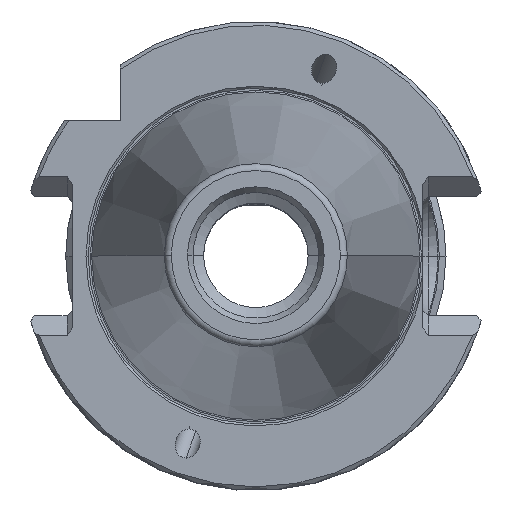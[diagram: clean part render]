
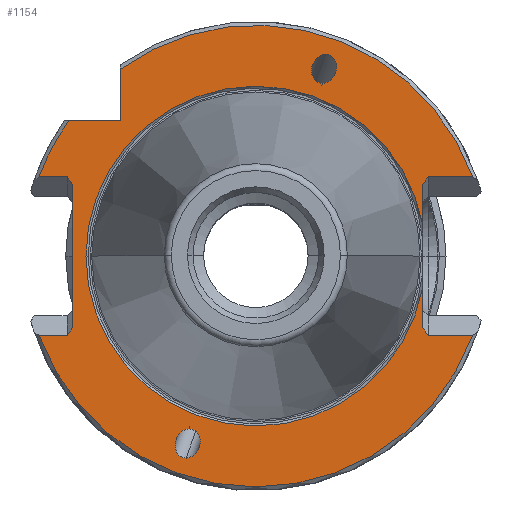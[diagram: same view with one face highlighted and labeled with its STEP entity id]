
A CAD part, top view. The second image highlights one B-rep face of the part: STEP entity #1154.
In plain terms, the highlighted planar face has unit normal (0, 0, 1).
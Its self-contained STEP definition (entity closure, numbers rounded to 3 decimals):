
#1078=EDGE_CURVE('NONE',#1472,#2022,#3148,.T.);
#1096=EDGE_CURVE('NONE',#1714,#1192,#3167,.F.);
#1154=ADVANCED_FACE('NONE',(#3232,#3233,#3234),#3235,.F.);
#1192=VERTEX_POINT('NONE',#3276);
#1214=EDGE_CURVE('NONE',#1996,#1420,#3304,.F.);
#1222=EDGE_CURVE('NONE',#2808,#1468,#3312,.F.);
#1308=VERTEX_POINT('NONE',#3407);
#1310=VERTEX_POINT('NONE',#3409);
#1322=VERTEX_POINT('NONE',#3421);
#1350=EDGE_CURVE('NONE',#1468,#2808,#3450,.T.);
#1372=VERTEX_POINT('NONE',#3474);
#1384=EDGE_CURVE('NONE',#1894,#2264,#3487,.F.);
#1420=VERTEX_POINT('NONE',#3526);
#1468=VERTEX_POINT('NONE',#3584);
#1472=VERTEX_POINT('NONE',#3588);
#1580=VERTEX_POINT('NONE',#3703);
#1652=EDGE_CURVE('NONE',#1830,#1308,#3780,.T.);
#1680=EDGE_CURVE('NONE',#2418,#2048,#3812,.T.);
#1714=VERTEX_POINT('NONE',#3853);
#1768=EDGE_CURVE('NONE',#2022,#2354,#3911,.F.);
#1830=VERTEX_POINT('NONE',#3982);
#1854=EDGE_CURVE('NONE',#1310,#1830,#4007,.F.);
#1894=VERTEX_POINT('NONE',#4055);
#1956=EDGE_CURVE('NONE',#1996,#1192,#4126,.F.);
#1988=VERTEX_POINT('NONE',#4162);
#1996=VERTEX_POINT('NONE',#4171);
#2022=VERTEX_POINT('NONE',#4199);
#2024=EDGE_CURVE('NONE',#2354,#1322,#4201,.T.);
#2048=VERTEX_POINT('NONE',#4227);
#2264=VERTEX_POINT('NONE',#4464);
#2306=EDGE_CURVE('NONE',#2048,#1372,#4510,.F.);
#2354=VERTEX_POINT('NONE',#4563);
#2360=VERTEX_POINT('NONE',#4569);
#2400=EDGE_CURVE('NONE',#1894,#1580,#4614,.T.);
#2416=EDGE_CURVE('NONE',#2360,#2418,#4630,.F.);
#2418=VERTEX_POINT('NONE',#4632);
#2496=EDGE_CURVE('NONE',#1580,#1372,#4725,.T.);
#2564=EDGE_CURVE('NONE',#1308,#1472,#4801,.F.);
#2610=EDGE_CURVE('NONE',#1310,#1420,#4852,.T.);
#2710=EDGE_CURVE('NONE',#1714,#2264,#4961,.T.);
#2808=VERTEX_POINT('NONE',#5069);
#2824=EDGE_CURVE('NONE',#3094,#1988,#5089,.F.);
#2868=EDGE_CURVE('NONE',#1322,#2360,#5135,.T.);
#2870=EDGE_CURVE('NONE',#1988,#3094,#5137,.T.);
#3094=VERTEX_POINT('NONE',#5376);
#3148=LINE('',#5438,#5439);
#3167=LINE('',#5496,#5497);
#3232=FACE_OUTER_BOUND('',#5580,.T.);
#3233=FACE_BOUND('',#5581,.T.);
#3234=FACE_BOUND('',#5582,.T.);
#3235=PLANE('',#5583);
#3276=CARTESIAN_POINT('',(-24.8,9.689,-1.));
#3304=LINE('',#5699,#5700);
#3312=ELLIPSE('',#5712,2.014,1.65);
#3407=CARTESIAN_POINT('',(23.35,-10.75,-1.));
#3409=CARTESIAN_POINT('',(-29.343,-10.75,-1.));
#3421=CARTESIAN_POINT('',(22.6,4.271,-1.));
#3450=ELLIPSE('',#5966,2.014,1.65);
#3474=CARTESIAN_POINT('',(-18.35,25.295,-1.));
#3487=CIRCLE('',#6025,31.25);
#3526=CARTESIAN_POINT('',(-25.55,-10.75,-1.));
#3584=CARTESIAN_POINT('',(-9.452,-27.347,-1.));
#3588=CARTESIAN_POINT('',(22.6,-9.689,-1.));
#3703=CARTESIAN_POINT('',(-18.35,18.35,-1.));
#3780=LINE('',#6521,#6522);
#3812=LINE('',#6564,#6565);
#3853=CARTESIAN_POINT('',(-25.55,10.75,-1.));
#3911=CIRCLE('',#6777,23.0);
#3982=CARTESIAN_POINT('',(29.343,-10.75,-1.));
#4007=CIRCLE('',#6916,31.25);
#4055=CARTESIAN_POINT('',(-25.295,18.35,-1.));
#4126=LINE('',#7100,#7101);
#4162=CARTESIAN_POINT('',(9.452,27.347,-1.0));
#4171=CARTESIAN_POINT('',(-24.8,-9.689,-1.));
#4199=CARTESIAN_POINT('',(22.6,-4.271,-1.));
#4201=CIRCLE('',#7220,23.0);
#4227=CARTESIAN_POINT('',(29.343,10.75,-1.));
#4464=CARTESIAN_POINT('',(-29.343,10.75,-1.));
#4510=CIRCLE('',#7899,31.25);
#4563=CARTESIAN_POINT('',(-23.0,0.,-1.));
#4569=CARTESIAN_POINT('',(22.6,9.689,-1.));
#4614=LINE('',#8068,#8069);
#4630=LINE('',#8092,#8093);
#4632=CARTESIAN_POINT('',(23.35,10.75,-1.));
#4725=LINE('',#8262,#8263);
#4801=LINE('',#8377,#8378);
#4852=LINE('',#8458,#8459);
#4961=LINE('',#8652,#8653);
#5069=CARTESIAN_POINT('',(-9.017,-23.397,-1.));
#5089=ELLIPSE('',#8925,2.014,1.65);
#5135=LINE('',#9020,#9021);
#5137=ELLIPSE('',#9024,2.014,1.65);
#5376=CARTESIAN_POINT('',(9.017,23.397,-1.0));
#5438=CARTESIAN_POINT('',(22.6,-11.185,-1.));
#5439=VECTOR('',#9494,1.0);
#5496=CARTESIAN_POINT('',(-9.77,-11.566,-1.));
#5497=VECTOR('',#9514,1.0);
#5580=EDGE_LOOP('',(#9606,#9607,#9608,#9609,#9610,#9611,#9612,#9613,#9614,#9615,#9616,#9617,#9618,#9619,#9620,#9621,#9622,#9623));
#5581=EDGE_LOOP('',(#9624,#9625));
#5582=EDGE_LOOP('',(#9626,#9627));
#5583=AXIS2_PLACEMENT_3D('',#9628,#9629,#9630);
#5699=CARTESIAN_POINT('',(-20.316,-3.348,-1.));
#5700=VECTOR('',#9750,1.0);
#5712=AXIS2_PLACEMENT_3D('',#9760,#9761,#9762);
#5966=AXIS2_PLACEMENT_3D('',#9898,#9899,#9900);
#6025=AXIS2_PLACEMENT_3D('',#9937,#9938,#9939);
#6521=CARTESIAN_POINT('',(62.4,-10.75,-1.));
#6522=VECTOR('',#10285,1.0);
#6564=CARTESIAN_POINT('',(62.4,10.75,-1.));
#6565=VECTOR('',#10321,1.0);
#6777=AXIS2_PLACEMENT_3D('',#10414,#10415,#10416);
#6916=AXIS2_PLACEMENT_3D('',#10544,#10545,#10546);
#7100=CARTESIAN_POINT('',(-24.8,-11.185,-1.));
#7101=VECTOR('',#10703,1.0);
#7220=AXIS2_PLACEMENT_3D('',#10790,#10791,#10792);
#7899=AXIS2_PLACEMENT_3D('',#11133,#11134,#11135);
#8068=CARTESIAN_POINT('',(-19.175,18.35,-1.));
#8069=VECTOR('',#11252,1.0);
#8092=CARTESIAN_POINT('',(11.015,-6.694,-1.0));
#8093=VECTOR('',#11266,1.0);
#8262=CARTESIAN_POINT('',(-18.35,-2.01,-1.));
#8263=VECTOR('',#11392,1.0);
#8377=CARTESIAN_POINT('',(21.561,-8.22,-1.));
#8378=VECTOR('',#11480,1.0);
#8458=CARTESIAN_POINT('',(-30.6,-10.75,-1.));
#8459=VECTOR('',#11545,1.0);
#8652=CARTESIAN_POINT('',(-30.6,10.75,-1.));
#8653=VECTOR('',#11656,1.0);
#8925=AXIS2_PLACEMENT_3D('',#11813,#11814,#11815);
#9020=CARTESIAN_POINT('',(22.6,-11.185,-1.));
#9021=VECTOR('',#11859,1.0);
#9024=AXIS2_PLACEMENT_3D('',#11860,#11861,#11862);
#9494=DIRECTION('',(0.,1.0,0.));
#9514=DIRECTION('',(-0.577,0.816,0.));
#9606=ORIENTED_EDGE('',*,*,#1680,.T.);
#9607=ORIENTED_EDGE('',*,*,#2306,.T.);
#9608=ORIENTED_EDGE('',*,*,#2496,.F.);
#9609=ORIENTED_EDGE('',*,*,#2400,.F.);
#9610=ORIENTED_EDGE('',*,*,#1384,.T.);
#9611=ORIENTED_EDGE('',*,*,#2710,.F.);
#9612=ORIENTED_EDGE('',*,*,#1096,.T.);
#9613=ORIENTED_EDGE('',*,*,#1956,.F.);
#9614=ORIENTED_EDGE('',*,*,#1214,.T.);
#9615=ORIENTED_EDGE('',*,*,#2610,.F.);
#9616=ORIENTED_EDGE('',*,*,#1854,.T.);
#9617=ORIENTED_EDGE('',*,*,#1652,.T.);
#9618=ORIENTED_EDGE('',*,*,#2564,.T.);
#9619=ORIENTED_EDGE('',*,*,#1078,.T.);
#9620=ORIENTED_EDGE('',*,*,#1768,.T.);
#9621=ORIENTED_EDGE('',*,*,#2024,.T.);
#9622=ORIENTED_EDGE('',*,*,#2868,.T.);
#9623=ORIENTED_EDGE('',*,*,#2416,.T.);
#9624=ORIENTED_EDGE('',*,*,#2824,.T.);
#9625=ORIENTED_EDGE('',*,*,#2870,.T.);
#9626=ORIENTED_EDGE('',*,*,#1222,.T.);
#9627=ORIENTED_EDGE('',*,*,#1350,.T.);
#9628=CARTESIAN_POINT('',(0.,-22.371,-1.0));
#9629=DIRECTION('',(0.,0.,-1.0));
#9630=DIRECTION('',(0.,-1.0,0.));
#9750=DIRECTION('',(0.577,0.816,0.));
#9760=CARTESIAN_POINT('',(-9.235,-25.372,-1.));
#9761=DIRECTION('',(0.,0.,1.0));
#9762=DIRECTION('',(0.342,0.94,0.));
#9898=CARTESIAN_POINT('',(-9.235,-25.372,-1.));
#9899=DIRECTION('',(0.,0.,-1.0));
#9900=DIRECTION('',(0.342,0.94,0.));
#9937=CARTESIAN_POINT('',(0.,0.,-1.0));
#9938=DIRECTION('',(0.,0.,-1.0));
#9939=DIRECTION('',(1.0,0.,0.));
#10285=DIRECTION('',(-1.0,0.,0.));
#10321=DIRECTION('',(1.0,0.,0.));
#10414=CARTESIAN_POINT('',(0.,0.,-1.0));
#10415=DIRECTION('',(0.,0.,1.0));
#10416=DIRECTION('',(-1.0,0.,0.));
#10544=CARTESIAN_POINT('',(0.,0.,-1.0));
#10545=DIRECTION('',(0.,0.,-1.0));
#10546=DIRECTION('',(1.0,0.,0.));
#10703=DIRECTION('',(0.,-1.0,0.));
#10790=CARTESIAN_POINT('',(0.,0.,-1.0));
#10791=DIRECTION('',(0.,0.,-1.0));
#10792=DIRECTION('',(-1.0,0.,0.));
#11133=CARTESIAN_POINT('',(0.,0.,-1.0));
#11134=DIRECTION('',(0.,0.,-1.0));
#11135=DIRECTION('',(1.0,0.,0.));
#11252=DIRECTION('',(1.0,0.,0.));
#11266=DIRECTION('',(-0.577,-0.816,0.));
#11392=DIRECTION('',(0.,1.0,0.));
#11480=DIRECTION('',(0.577,-0.816,0.));
#11545=DIRECTION('',(1.0,0.,0.));
#11656=DIRECTION('',(-1.0,0.,0.));
#11813=CARTESIAN_POINT('',(9.235,25.372,-1.0));
#11814=DIRECTION('',(0.,0.,1.0));
#11815=DIRECTION('',(-0.342,-0.94,0.));
#11859=DIRECTION('',(0.,1.0,0.));
#11860=CARTESIAN_POINT('',(9.235,25.372,-1.0));
#11861=DIRECTION('',(0.,0.,-1.0));
#11862=DIRECTION('',(-0.342,-0.94,0.));
